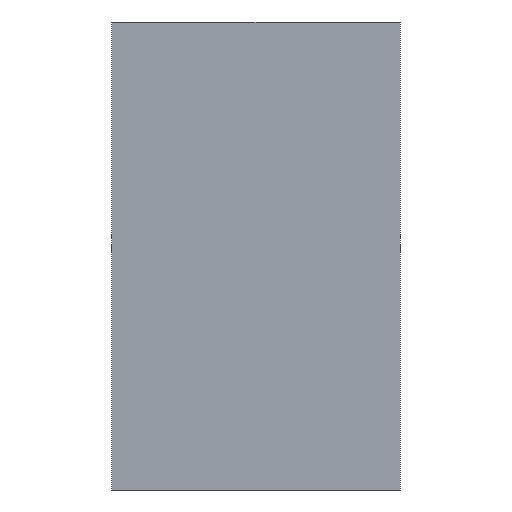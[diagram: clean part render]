
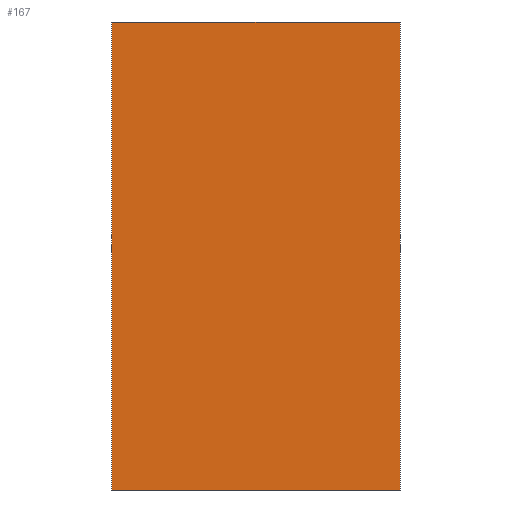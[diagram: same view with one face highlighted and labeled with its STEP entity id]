
A CAD part, left-side view. The second image highlights one B-rep face of the part: STEP entity #167.
In plain terms, the highlighted planar face has unit normal (-1, 0, 0).
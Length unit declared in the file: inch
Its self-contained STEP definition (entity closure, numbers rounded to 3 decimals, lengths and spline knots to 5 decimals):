
#1 = DIRECTION ( 'NONE',  ( 0., 0., 1. ) ) ;
#10 = ORIENTED_EDGE ( 'NONE', *, *, #205, .T. ) ;
#29 = DIRECTION ( 'NONE',  ( 0., -1., 0. ) ) ;
#32 = CARTESIAN_POINT ( 'NONE',  ( 0., 0.02808, -4. ) ) ;
#38 = DIRECTION ( 'NONE',  ( -1., 0., 0. ) ) ;
#50 = ORIENTED_EDGE ( 'NONE', *, *, #81, .F. ) ;
#58 = DIRECTION ( 'NONE',  ( 0., -1., 0. ) ) ;
#68 = CARTESIAN_POINT ( 'NONE',  ( 0., 0.02808, 0. ) ) ;
#80 = VECTOR ( 'NONE', #58, 39.37008 ) ;
#81 = EDGE_CURVE ( 'NONE', #232, #95, #191, .T. ) ;
#83 = LINE ( 'NONE', #105, #94 ) ;
#94 = VECTOR ( 'NONE', #29, 39.37008 ) ;
#95 = VERTEX_POINT ( 'NONE', #247 ) ;
#105 = CARTESIAN_POINT ( 'NONE',  ( 0., 2.49365, -4. ) ) ;
#107 = CARTESIAN_POINT ( 'NONE',  ( 0., 0.02808, -4. ) ) ;
#109 = FACE_OUTER_BOUND ( 'NONE', #229, .T. ) ;
#117 = DIRECTION ( 'NONE',  ( 0., -1., 0. ) ) ;
#136 = VERTEX_POINT ( 'NONE', #32 ) ;
#140 = CARTESIAN_POINT ( 'NONE',  ( 0., 2.49365, -4. ) ) ;
#144 = EDGE_CURVE ( 'NONE', #136, #258, #184, .T. ) ;
#146 = CARTESIAN_POINT ( 'NONE',  ( 0., 2.49365, -4. ) ) ;
#162 = LINE ( 'NONE', #237, #80 ) ;
#166 = PLANE ( 'NONE',  #175 ) ;
#167 = ADVANCED_FACE ( 'NONE', ( #109 ), #166, .T. ) ;
#175 = AXIS2_PLACEMENT_3D ( 'NONE', #140, #38, #117 ) ;
#184 = LINE ( 'NONE', #107, #263 ) ;
#191 = LINE ( 'NONE', #274, #196 ) ;
#196 = VECTOR ( 'NONE', #1, 39.37008 ) ;
#198 = EDGE_CURVE ( 'NONE', #95, #258, #162, .T. ) ;
#205 = EDGE_CURVE ( 'NONE', #232, #136, #83, .T. ) ;
#207 = ORIENTED_EDGE ( 'NONE', *, *, #144, .T. ) ;
#229 = EDGE_LOOP ( 'NONE', ( #234, #50, #10, #207 ) ) ;
#232 = VERTEX_POINT ( 'NONE', #146 ) ;
#234 = ORIENTED_EDGE ( 'NONE', *, *, #198, .F. ) ;
#237 = CARTESIAN_POINT ( 'NONE',  ( 0., 2.49365, 0. ) ) ;
#247 = CARTESIAN_POINT ( 'NONE',  ( 0., 2.49365, 0. ) ) ;
#251 = DIRECTION ( 'NONE',  ( 0., 0., 1. ) ) ;
#258 = VERTEX_POINT ( 'NONE', #68 ) ;
#263 = VECTOR ( 'NONE', #251, 39.37008 ) ;
#274 = CARTESIAN_POINT ( 'NONE',  ( 0., 2.49365, -4. ) ) ;
